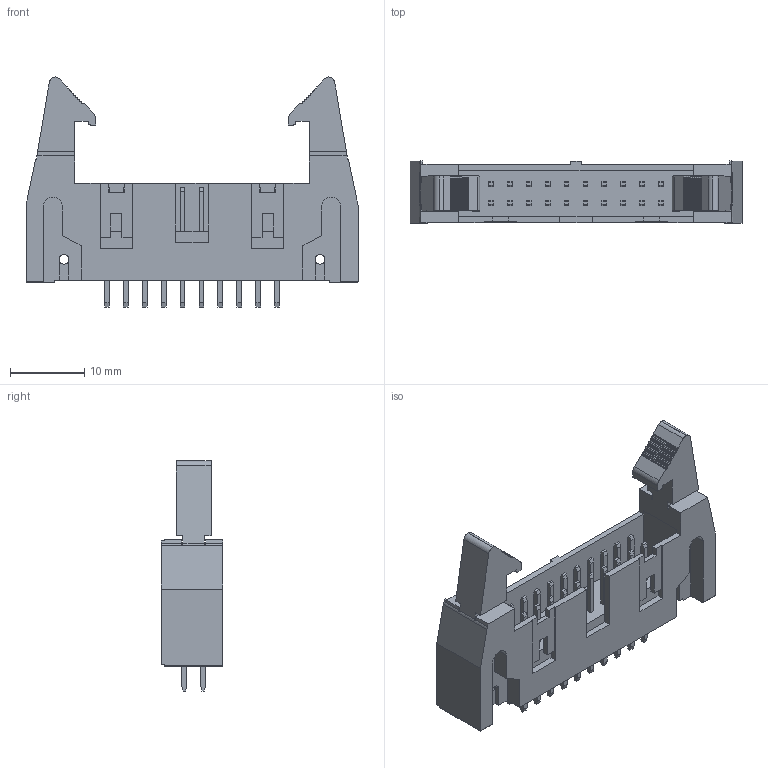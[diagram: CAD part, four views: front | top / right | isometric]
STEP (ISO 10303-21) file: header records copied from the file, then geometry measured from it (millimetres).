
FILE_DESCRIPTION(('STEP AP214'),'1');
FILE_NAME('header_awh20g-0232-t.stp','2015-04-21T12:40:11',('TraceParts'),('TraceParts S.A.'),'XStep 1.0',' ',' ');
FILE_SCHEMA(('automotive_design'));
Length unit declared in the file: millimetre
Products named in the file (1): 1
Bounding box: 44.6 x 8.3 x 30.9 mm (x, y, z)
Volume: 3883.8 mm3; surface area: 3831.7 mm2
Topology: 1 solids, 1 shells, 500 faces, 1376 edges, 912 vertices
Faces by surface type: plane 442, cylinder 58
Entity records: 31122 total; most frequent: CARTESIAN_POINT 2789, STYLED_ITEM 2788, PRESENTATION_STYLE_ASSIGNMENT 2788, COLOUR_RGB 2788, ORIENTED_EDGE 2752, DIRECTION 2496, EDGE_CURVE 1376, CURVE_STYLE 1376
